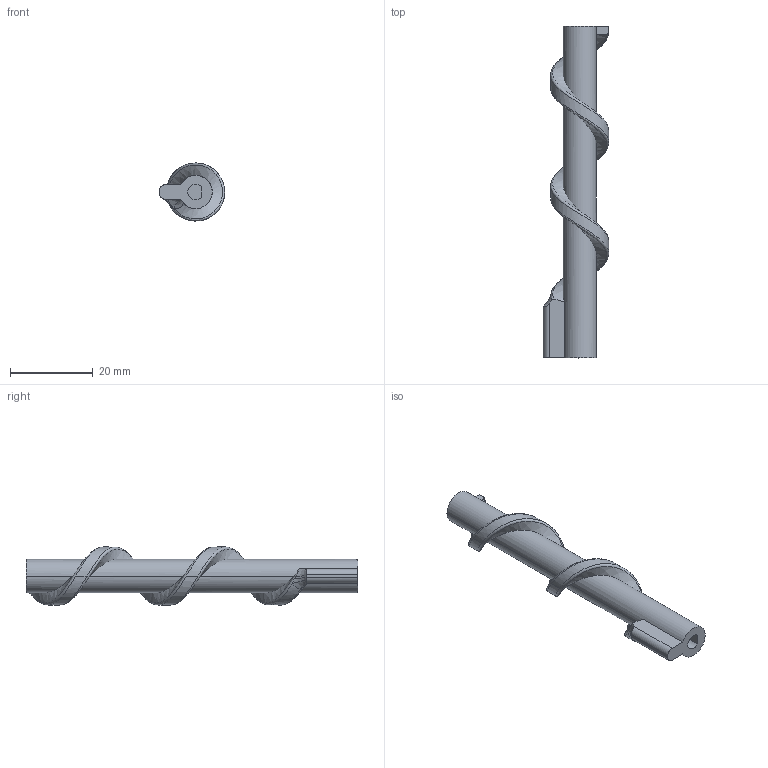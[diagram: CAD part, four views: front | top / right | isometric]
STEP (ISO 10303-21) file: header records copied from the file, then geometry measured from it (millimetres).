
FILE_DESCRIPTION(/* description */ (''),/* implementation_level */ '2;1');
FILE_NAME(/* name */ 'augerSkinny.step',/* time_stamp */ '2021-07-07T15:31:50-05:00',/* author */ (''),/* organization */ (''),/* preprocessor_version */ 'ST-DEVELOPER v18.1',/* originating_system */ 'Autodesk Translation Framework v10.9.0.1377',/* authorisation */ '');
FILE_SCHEMA (('AUTOMOTIVE_DESIGN { 1 0 10303 214 3 1 1 }'));
Length unit declared in the file: millimetre
Products named in the file (1): augerSkinny
Bounding box: 15.75 x 80 x 14 mm (x, y, z)
Volume: 5100.1 mm3; surface area: 3211.3 mm2
Topology: 1 solids, 1 shells, 32 faces, 85 edges, 54 vertices
Faces by surface type: bspline 14, cylinder 11, plane 7
Full cylindrical faces by diameter (mm): 8 x2, 14 x1
Entity records: 2191 total; most frequent: CARTESIAN_POINT 1464, ORIENTED_EDGE 166, DIRECTION 104, EDGE_CURVE 83, VERTEX_POINT 54, AXIS2_PLACEMENT_3D 41, B_SPLINE_CURVE_WITH_KNOTS 39, EDGE_LOOP 33
